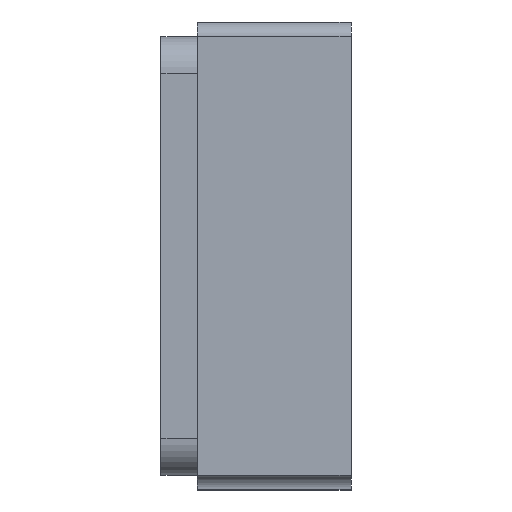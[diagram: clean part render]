
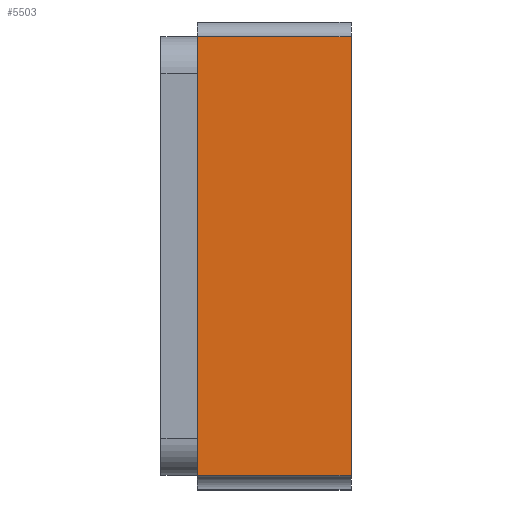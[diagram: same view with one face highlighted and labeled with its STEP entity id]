
A CAD part, left-side view. The second image highlights one B-rep face of the part: STEP entity #5503.
In plain terms, the highlighted planar face has unit normal (-1, 0, 0).
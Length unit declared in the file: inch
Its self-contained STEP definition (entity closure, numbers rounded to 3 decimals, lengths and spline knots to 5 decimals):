
#284 = VERTEX_POINT ( 'NONE', #2251 ) ;
#321 = VERTEX_POINT ( 'NONE', #2263 ) ;
#327 = ORIENTED_EDGE ( 'NONE', *, *, #5761, .T. ) ;
#328 = ORIENTED_EDGE ( 'NONE', *, *, #5376, .T. ) ;
#341 = ORIENTED_EDGE ( 'NONE', *, *, #5487, .F. ) ;
#344 = ORIENTED_EDGE ( 'NONE', *, *, #5776, .T. ) ;
#418 = VERTEX_POINT ( 'NONE', #2314 ) ;
#1130 = VECTOR ( 'NONE', #4404, 39.37008 ) ;
#1620 = LINE ( 'NONE', #1621, #2094 ) ;
#1621 = CARTESIAN_POINT ( 'NONE',  ( -0.09843, 0.05, 0.05899 ) ) ;
#1882 = DIRECTION ( 'NONE',  ( 0., -1., 0. ) ) ;
#2053 = PLANE ( 'NONE',  #4875 ) ;
#2070 = CARTESIAN_POINT ( 'NONE',  ( -0.09843, 0.05118, -0.06299 ) ) ;
#2071 = DIRECTION ( 'NONE',  ( 1., 0., 0. ) ) ;
#2072 = DIRECTION ( 'NONE',  ( 0., 0., -1. ) ) ;
#2094 = VECTOR ( 'NONE', #1882, 39.37008 ) ;
#2251 = CARTESIAN_POINT ( 'NONE',  ( -0.09843, 0., 0.05899 ) ) ;
#2263 = CARTESIAN_POINT ( 'NONE',  ( -0.09843, 0.04134, -0.05899 ) ) ;
#2314 = CARTESIAN_POINT ( 'NONE',  ( -0.09843, 0., -0.05899 ) ) ;
#2472 = LINE ( 'NONE', #2473, #4020 ) ;
#2473 = CARTESIAN_POINT ( 'NONE',  ( -0.09843, 0.04134, 0.06299 ) ) ;
#2474 = DIRECTION ( 'NONE',  ( 0., 0., -1. ) ) ;
#2763 = VECTOR ( 'NONE', #7366, 39.37008 ) ;
#3391 = EDGE_LOOP ( 'NONE', ( #341, #328, #344, #327 ) ) ;
#4020 = VECTOR ( 'NONE', #2474, 39.37008 ) ;
#4402 = LINE ( 'NONE', #4403, #1130 ) ;
#4403 = CARTESIAN_POINT ( 'NONE',  ( -0.09843, 0.05, -0.05899 ) ) ;
#4404 = DIRECTION ( 'NONE',  ( 0., -1., 0. ) ) ;
#4875 = AXIS2_PLACEMENT_3D ( 'NONE', #2070, #2071, #2072 ) ;
#4876 = FACE_OUTER_BOUND ( 'NONE', #3391, .T. ) ;
#5376 = EDGE_CURVE ( 'NONE', #7011, #321, #2472, .T. ) ;
#5487 = EDGE_CURVE ( 'NONE', #7011, #284, #1620, .T. ) ;
#5503 = ADVANCED_FACE ( 'NONE', ( #4876 ), #2053, .F. ) ;
#5761 = EDGE_CURVE ( 'NONE', #418, #284, #7364, .T. ) ;
#5776 = EDGE_CURVE ( 'NONE', #321, #418, #4402, .T. ) ;
#6055 = CARTESIAN_POINT ( 'NONE',  ( -0.09843, 0.04134, 0.05899 ) ) ;
#7011 = VERTEX_POINT ( 'NONE', #6055 ) ;
#7364 = LINE ( 'NONE', #7365, #2763 ) ;
#7365 = CARTESIAN_POINT ( 'NONE',  ( -0.09843, 0., -0.06299 ) ) ;
#7366 = DIRECTION ( 'NONE',  ( 0., 0., 1. ) ) ;
